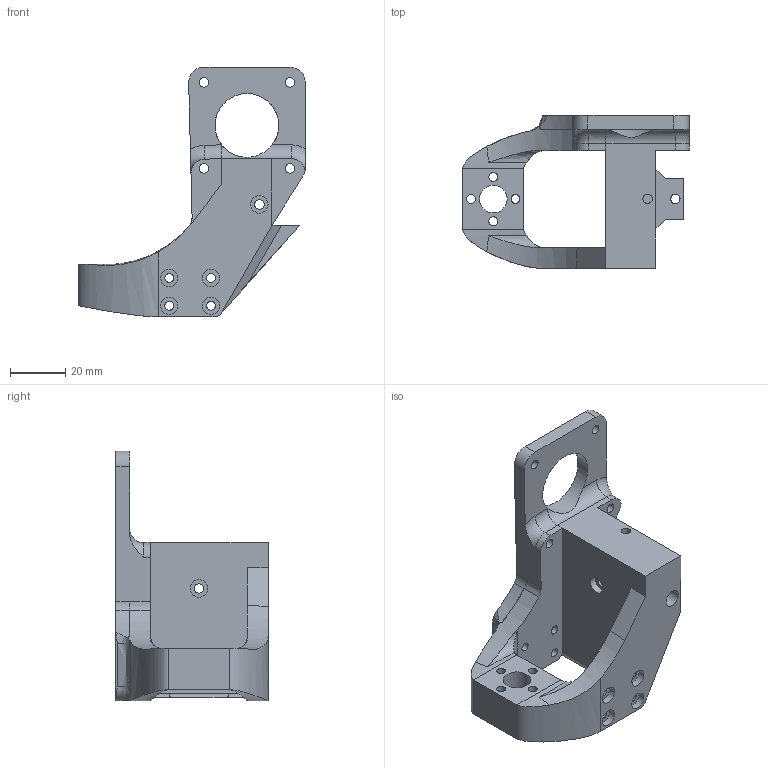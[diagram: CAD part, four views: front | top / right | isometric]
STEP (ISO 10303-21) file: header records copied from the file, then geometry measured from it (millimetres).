
FILE_DESCRIPTION(/* description */ ('STEP AP242','CAx-IF Rec.Pracs.---Representation and Presentation of Product Manufacturing Information (PMI)---4.0---2014-10-13','CAx-IF Rec.Pracs.---3D Tessellated Geometry---0.4---2014-09-14','2;1'),/* implementation_level */ '2;1');
FILE_NAME(/* name */ '684b1b164efac255d2069d23',/* time_stamp */ '2025-06-12T18:23:18Z',/* author */ (''),/* organization */ (''),/* preprocessor_version */ 'ST-DEVELOPER v20',/* originating_system */ 'ONSHAPE BY PTC INC, 1.199',/* authorisation */ ' ');
FILE_SCHEMA (('AP242_MANAGED_MODEL_BASED_3D_ENGINEERING_MIM_LF { 1 0 10303 442 1 1 4 }'));
Length unit declared in the file: metre
Products named in the file (1): X Axis Mount
Bounding box: 81.6 x 55 x 90 mm (x, y, z)
Volume: 73393.8 mm3; surface area: 24580.2 mm2
Topology: 1 solids, 1 shells, 117 faces, 307 edges, 200 vertices
Faces by surface type: cylinder 50, plane 47, bspline 18, torus 2
Full cylindrical faces by diameter (mm): 3.2 x12, 3.4 x10, 6.25 x12, 10 x1, 23 x1
Entity records: 3981 total; most frequent: CARTESIAN_POINT 1298, DIRECTION 507, ORIENTED_EDGE 506, EDGE_CURVE 253, EDGE_LOOP 212, FACE_BOUND 212, AXIS2_PLACEMENT_3D 201, VERTEX_POINT 183
